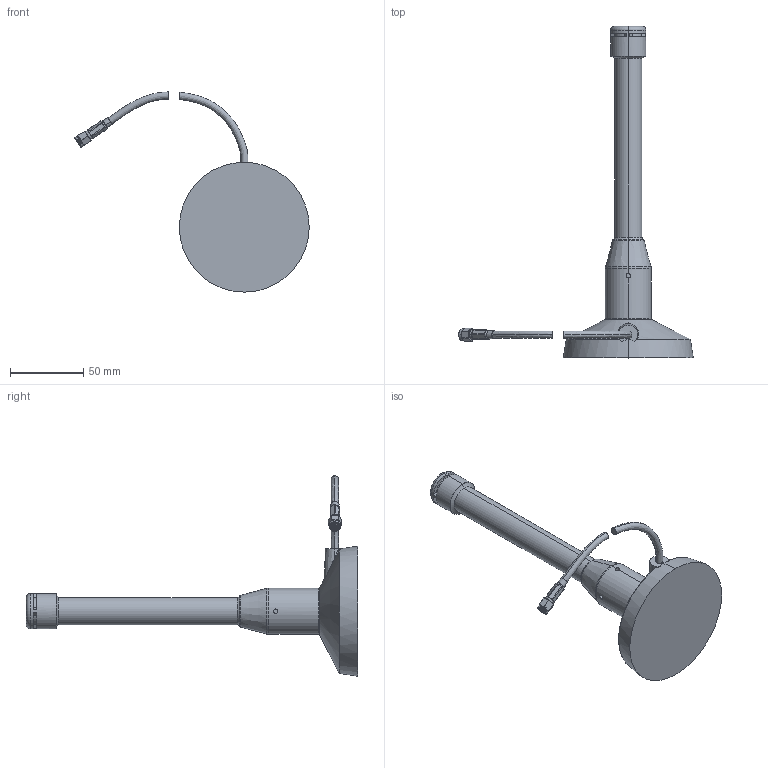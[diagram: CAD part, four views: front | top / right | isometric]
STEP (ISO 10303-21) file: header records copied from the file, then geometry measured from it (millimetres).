
FILE_DESCRIPTION (( 'STEP AP214' ), '1' );
FILE_NAME ('HG2404MGU-RSP.STEP', '2013-05-13T21:38:58', ( '' ), ( '' ), 'SwSTEP 2.0', 'SolidWorks 2012', '' );
FILE_SCHEMA (( 'AUTOMOTIVE_DESIGN' ));
Length unit declared in the file: inch
Products named in the file (9): HG2404U; HMA3-XXXARSP; ARSP-1100; ARSP-1100-MA3; HEATSH-HEX_stepd_195Black; 8 Foot-195_Black; HMA3-XXXAYY_BASE; HG2404MGU-RSP
Assembly tree (8 placements, depth 4):
  HG2404MGU-RSP
    HMA3-XXXARSP
      HMA3-XXXAYY_BASE
      8 Foot-195_Black
      HEATSH-HEX_stepd_195Black
      ARSP-1100
        ARSP-1100
        ARSP-1100-MA3
    HG2404U
Bounding box: 160.46 x 227.05 x 137.08 mm (x, y, z)
Volume: 199406.7 mm3; surface area: 38321.7 mm2
Topology: 7 solids, 7 shells, 371 faces, 833 edges, 500 vertices
Faces by surface type: cylinder 119, plane 119, cone 103, torus 17, bspline 7, sphere 6
Entity records: 13992 total; most frequent: CARTESIAN_POINT 3249, DIRECTION 1867, ORIENTED_EDGE 1650, EDGE_CURVE 825, AXIS2_PLACEMENT_3D 742, VERTEX_POINT 498, EDGE_LOOP 405, LINE 383
